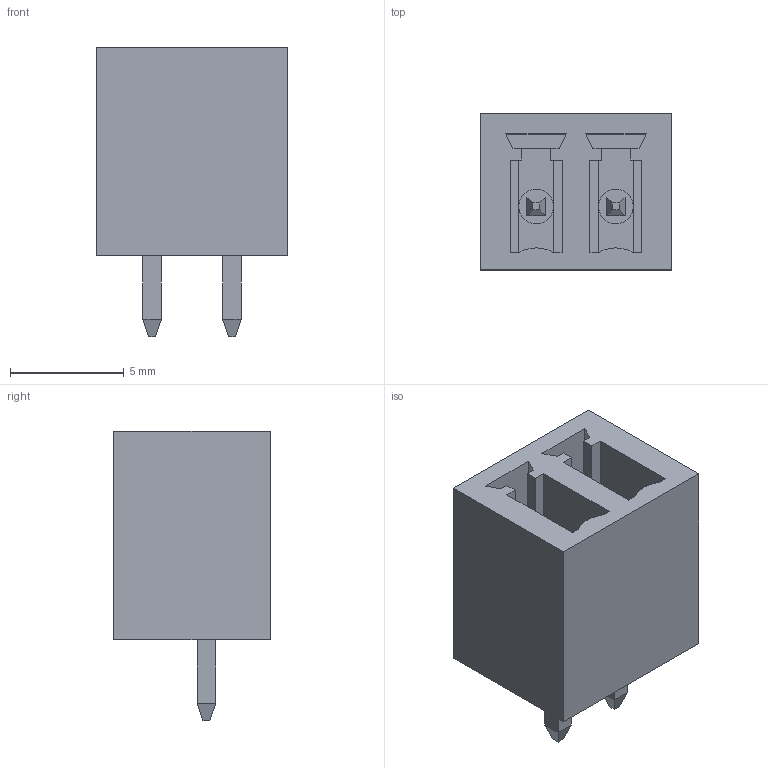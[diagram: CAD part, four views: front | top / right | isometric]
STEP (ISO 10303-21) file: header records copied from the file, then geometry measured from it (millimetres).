
FILE_DESCRIPTION((''),'2;1');
FILE_NAME('395011002','2015-01-16T',('me'),(''),'PRO/ENGINEER BY PARAMETRIC TECHNOLOGY CORPORATION, 2011490','PRO/ENGINEER BY PARAMETRIC TECHNOLOGY CORPORATION, 2011490','');
FILE_SCHEMA(('CONFIG_CONTROL_DESIGN'));
Length unit declared in the file: inch
Products named in the file (1): 395011002
Bounding box: 8.41 x 6.86 x 12.7 mm (x, y, z)
Volume: 368.2 mm3; surface area: 757.6 mm2
Topology: 1 solids, 1 shells, 98 faces, 242 edges, 156 vertices
Faces by surface type: plane 92, cylinder 6
Entity records: 2857 total; most frequent: CARTESIAN_POINT 489, ORIENTED_EDGE 472, DIRECTION 456, EDGE_CURVE 236, VECTOR 226, LINE 226, VERTEX_POINT 148, AXIS2_PLACEMENT_3D 115
